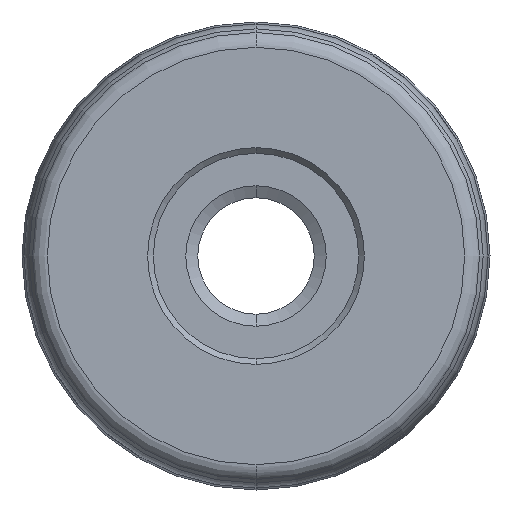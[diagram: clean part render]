
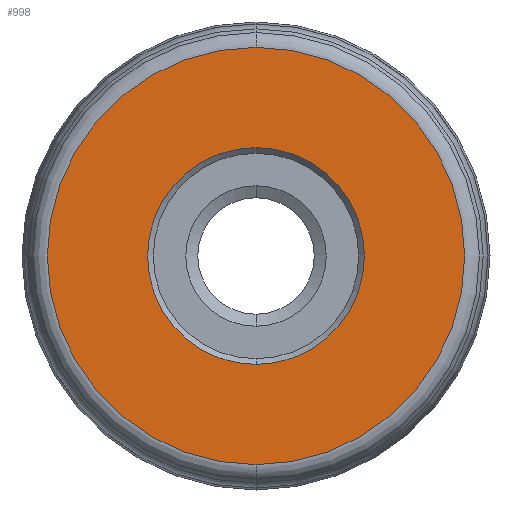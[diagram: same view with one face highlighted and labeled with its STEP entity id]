
A CAD part, front view. The second image highlights one B-rep face of the part: STEP entity #998.
In plain terms, the highlighted planar face has unit normal (0, -1, 0).
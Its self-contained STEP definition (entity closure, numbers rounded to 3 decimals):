
#23 = VERTEX_POINT ( 'NONE', #1290 ) ;
#40 = EDGE_CURVE ( 'NONE', #23, #822, #439, .T. ) ;
#209 = AXIS2_PLACEMENT_3D ( 'NONE', #720, #1011, #1137 ) ;
#230 = EDGE_LOOP ( 'NONE', ( #1089, #1552 ) ) ;
#245 = PLANE ( 'NONE',  #1334 ) ;
#316 = EDGE_CURVE ( 'NONE', #822, #23, #391, .T. ) ;
#355 = CARTESIAN_POINT ( 'NONE',  ( 0., -21.5, 0. ) ) ;
#391 = CIRCLE ( 'NONE', #552, 9.5 ) ;
#439 = CIRCLE ( 'NONE', #1652, 9.5 ) ;
#454 = CIRCLE ( 'NONE', #209, 18.279 ) ;
#517 = EDGE_CURVE ( 'NONE', #1467, #538, #1260, .T. ) ;
#538 = VERTEX_POINT ( 'NONE', #1151 ) ;
#552 = AXIS2_PLACEMENT_3D ( 'NONE', #1007, #728, #1661 ) ;
#720 = CARTESIAN_POINT ( 'NONE',  ( 0., -21.5, 0. ) ) ;
#728 = DIRECTION ( 'NONE',  ( 0., 1., 0. ) ) ;
#822 = VERTEX_POINT ( 'NONE', #1518 ) ;
#899 = DIRECTION ( 'NONE',  ( 0., 0., 1. ) ) ;
#901 = DIRECTION ( 'NONE',  ( 0., 1., 0. ) ) ;
#902 = EDGE_LOOP ( 'NONE', ( #1262, #1141 ) ) ;
#903 = DIRECTION ( 'NONE',  ( 0., 0., 1. ) ) ;
#941 = EDGE_CURVE ( 'NONE', #538, #1467, #454, .T. ) ;
#998 = ADVANCED_FACE ( 'NONE', ( #1097, #1287 ), #245, .F. ) ;
#1007 = CARTESIAN_POINT ( 'NONE',  ( 0., -21.5, 0. ) ) ;
#1011 = DIRECTION ( 'NONE',  ( 0., 1., 0. ) ) ;
#1037 = DIRECTION ( 'NONE',  ( 0., 0., 1. ) ) ;
#1089 = ORIENTED_EDGE ( 'NONE', *, *, #941, .F. ) ;
#1097 = FACE_OUTER_BOUND ( 'NONE', #230, .T. ) ;
#1137 = DIRECTION ( 'NONE',  ( 0., 0., 1. ) ) ;
#1141 = ORIENTED_EDGE ( 'NONE', *, *, #316, .T. ) ;
#1151 = CARTESIAN_POINT ( 'NONE',  ( 0., -21.5, 18.279 ) ) ;
#1154 = CARTESIAN_POINT ( 'NONE',  ( 0., -21.5, -18.279 ) ) ;
#1155 = DIRECTION ( 'NONE',  ( 0., 1., 0. ) ) ;
#1162 = CARTESIAN_POINT ( 'NONE',  ( 18.279, -21.5, 0. ) ) ;
#1211 = AXIS2_PLACEMENT_3D ( 'NONE', #355, #901, #1037 ) ;
#1260 = CIRCLE ( 'NONE', #1211, 18.279 ) ;
#1262 = ORIENTED_EDGE ( 'NONE', *, *, #40, .T. ) ;
#1287 = FACE_BOUND ( 'NONE', #902, .T. ) ;
#1290 = CARTESIAN_POINT ( 'NONE',  ( 0., -21.5, -9.5 ) ) ;
#1299 = DIRECTION ( 'NONE',  ( 0., 1., 0. ) ) ;
#1334 = AXIS2_PLACEMENT_3D ( 'NONE', #1162, #1155, #903 ) ;
#1467 = VERTEX_POINT ( 'NONE', #1154 ) ;
#1518 = CARTESIAN_POINT ( 'NONE',  ( 0., -21.5, 9.5 ) ) ;
#1552 = ORIENTED_EDGE ( 'NONE', *, *, #517, .F. ) ;
#1561 = CARTESIAN_POINT ( 'NONE',  ( 0., -21.5, 0. ) ) ;
#1652 = AXIS2_PLACEMENT_3D ( 'NONE', #1561, #1299, #899 ) ;
#1661 = DIRECTION ( 'NONE',  ( 0., 0., 1. ) ) ;
